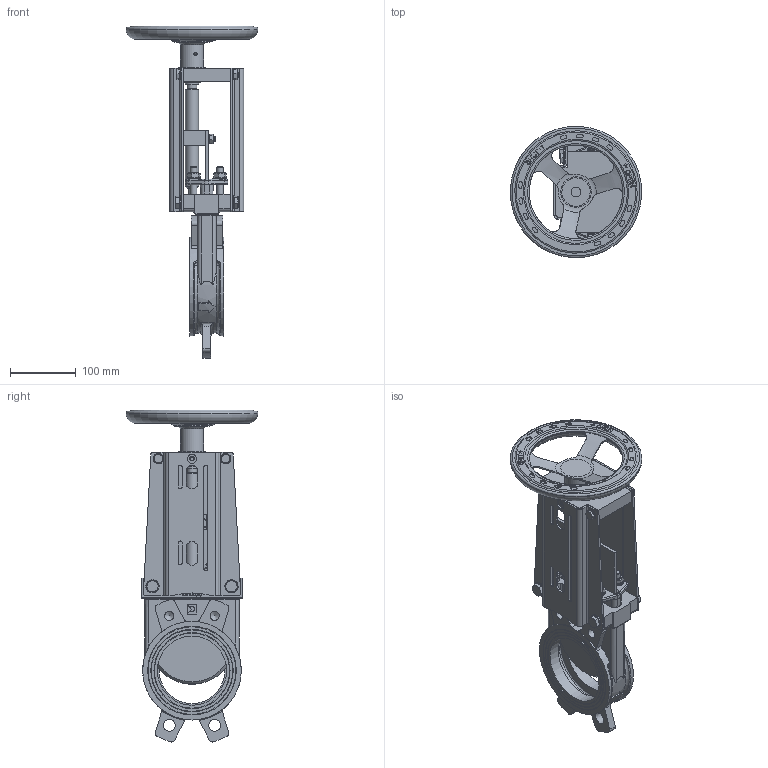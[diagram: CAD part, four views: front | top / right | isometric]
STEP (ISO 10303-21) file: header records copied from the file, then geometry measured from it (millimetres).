
FILE_DESCRIPTION(/* description */ (''),/* implementation_level */ '2;1');
FILE_NAME(/* name */ 'WGM16N-DN100_105783.step',/* time_stamp */ '2025-06-30T10:41:31+02:00',/* author */ (''),/* organization */ (''),/* preprocessor_version */ 'ST-DEVELOPER v20.1',/* originating_system */ 'Autodesk Translation Framework v14.10.0.0',/* authorisation */ '');
FILE_SCHEMA (('AUTOMOTIVE_DESIGN { 1 0 10303 214 3 1 1 }'));
Length unit declared in the file: millimetre
Products named in the file (22): WGM16N-DN100_105783; WGS-BO-SS-SOF-100-K; SCH0162-04-01-B; WGS-ST-MW-100; WGS-SN-100; WGS-KN-xxx-100; local.DIN.18.52.8; local.DIN.180.90.8; WGS-GL-GG-100; WGS-PL-MW-CS-100; SCH0250-02-01-B; local.DIN.76.51.8; local.DIN.126.14.8; WGS-BR-CS-B-100; WGS-BR-CS-F-100; local.DIN.18.265.9; local.DIN.162.220.8; local.DIN.162.190.8; local.DIN.126.13.8; local.DIN.18.1000002.10; BRA-400x155x15; WGS-MW-200
Assembly tree (46 placements, depth 2):
  WGM16N-DN100_105783
    WGS-BO-SS-SOF-100-K
    SCH0162-04-01-B
    WGS-ST-MW-100
    WGS-SN-100
    WGS-KN-xxx-100
    local.DIN.18.52.8  x2
    local.DIN.126.13.8  x4
    local.DIN.180.90.8  x2
    WGS-GL-GG-100
    WGS-PL-MW-CS-100
    SCH0250-02-01-B
    local.DIN.76.51.8  x4
    local.DIN.162.220.8  x8
    local.DIN.126.14.8  x4
    WGS-BR-CS-B-100
    WGS-BR-CS-F-100
    local.DIN.18.265.9  x4
    local.DIN.162.190.8  x4
    local.DIN.18.1000002.10  x2
    BRA-400x155x15
    WGS-MW-200
Bounding box: 199.84 x 199.84 x 504.43 mm (x, y, z)
Volume: 1739125.8 mm3; surface area: 550842.9 mm2
Topology: 46 solids, 46 shells, 1579 faces, 3865 edges, 2482 vertices
Faces by surface type: plane 730, cylinder 400, bspline 203, cone 142, torus 100, sphere 4
Full cylindrical faces by diameter (mm): 4.917 x1, 6.25 x2, 6.647 x4, 8 x4, 8.25 x2, 8.376 x12, 8.4 x4, 8.5 x8, 10 x8, 10.5 x12, 11.6 x6, 13.835 x4, 14 x1, 15 x4, 15.5 x1, 15.6 x4, 16 x6, 16.2 x2, 18 x2, 20 x10, 25 x2, 35 x1, 40 x1, 100 x1, 105 x1, 114 x2, 115.6 x2, 123.6 x2, 125.2 x2, 133.2 x2
Entity records: 44907 total; most frequent: CARTESIAN_POINT 12813, ORIENTED_EDGE 6702, DIRECTION 6151, EDGE_CURVE 3351, AXIS2_PLACEMENT_3D 2172, VERTEX_POINT 2168, LINE 1807, VECTOR 1807
